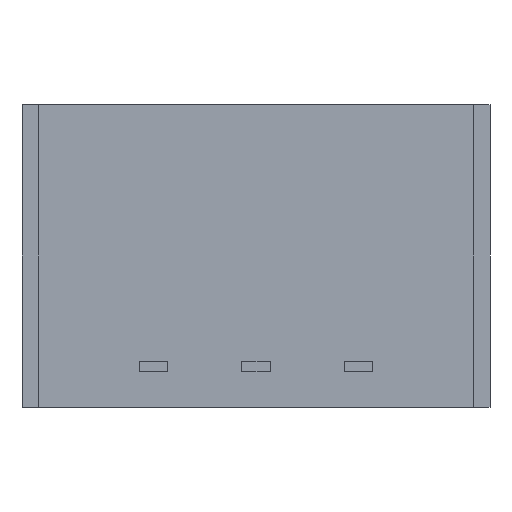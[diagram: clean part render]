
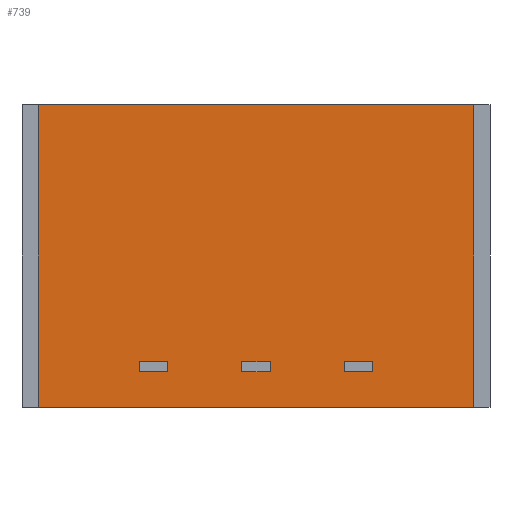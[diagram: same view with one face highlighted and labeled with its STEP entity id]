
A CAD part, front view. The second image highlights one B-rep face of the part: STEP entity #739.
In plain terms, the highlighted planar face has unit normal (0, -1, 0).
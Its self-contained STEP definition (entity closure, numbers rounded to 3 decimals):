
#11 = CARTESIAN_POINT ( 'NONE',  ( 0., 0.5, 0. ) ) ;
#72 = LINE ( 'NONE', #381, #754 ) ;
#97 = DIRECTION ( 'NONE',  ( 1., 0., 0. ) ) ;
#135 = LINE ( 'NONE', #442, #610 ) ;
#154 = CARTESIAN_POINT ( 'NONE',  ( -5.4, 0.5, 3.75 ) ) ;
#205 = ORIENTED_EDGE ( 'NONE', *, *, #648, .T. ) ;
#236 = DIRECTION ( 'NONE',  ( 0., 0., 1. ) ) ;
#245 = AXIS2_PLACEMENT_3D ( 'NONE', #11, #702, #236 ) ;
#381 = CARTESIAN_POINT ( 'NONE',  ( -5.4, 0.5, -3.75 ) ) ;
#395 = ORIENTED_EDGE ( 'NONE', *, *, #978, .T. ) ;
#427 = EDGE_CURVE ( 'NONE', #638, #975, #871, .T. ) ;
#442 = CARTESIAN_POINT ( 'NONE',  ( 5.4, 0.5, -3.75 ) ) ;
#444 = DIRECTION ( 'NONE',  ( 0., 0., -1. ) ) ;
#467 = FACE_OUTER_BOUND ( 'NONE', #904, .T. ) ;
#523 = VECTOR ( 'NONE', #645, 1000. ) ;
#610 = VECTOR ( 'NONE', #760, 1000. ) ;
#625 = VERTEX_POINT ( 'NONE', #677 ) ;
#638 = VERTEX_POINT ( 'NONE', #908 ) ;
#645 = DIRECTION ( 'NONE',  ( -1., 0., 0. ) ) ;
#648 = EDGE_CURVE ( 'NONE', #975, #870, #987, .T. ) ;
#677 = CARTESIAN_POINT ( 'NONE',  ( 5.4, 0.5, -3.75 ) ) ;
#702 = DIRECTION ( 'NONE',  ( 0., 1., 0. ) ) ;
#739 = ADVANCED_FACE ( 'NONE', ( #467 ), #782, .F. ) ;
#748 = CARTESIAN_POINT ( 'NONE',  ( -5.4, 0.5, -3.75 ) ) ;
#754 = VECTOR ( 'NONE', #97, 1000. ) ;
#760 = DIRECTION ( 'NONE',  ( 0., 0., 1. ) ) ;
#766 = CARTESIAN_POINT ( 'NONE',  ( -5.4, 0.5, -3.75 ) ) ;
#782 = PLANE ( 'NONE',  #245 ) ;
#828 = EDGE_CURVE ( 'NONE', #870, #625, #72, .T. ) ;
#837 = CARTESIAN_POINT ( 'NONE',  ( -5.4, 0.5, 3.75 ) ) ;
#850 = VECTOR ( 'NONE', #444, 1000. ) ;
#870 = VERTEX_POINT ( 'NONE', #766 ) ;
#871 = LINE ( 'NONE', #154, #523 ) ;
#904 = EDGE_LOOP ( 'NONE', ( #395, #959, #205, #992 ) ) ;
#908 = CARTESIAN_POINT ( 'NONE',  ( 5.4, 0.5, 3.75 ) ) ;
#959 = ORIENTED_EDGE ( 'NONE', *, *, #427, .T. ) ;
#975 = VERTEX_POINT ( 'NONE', #837 ) ;
#978 = EDGE_CURVE ( 'NONE', #625, #638, #135, .T. ) ;
#987 = LINE ( 'NONE', #748, #850 ) ;
#992 = ORIENTED_EDGE ( 'NONE', *, *, #828, .T. ) ;
